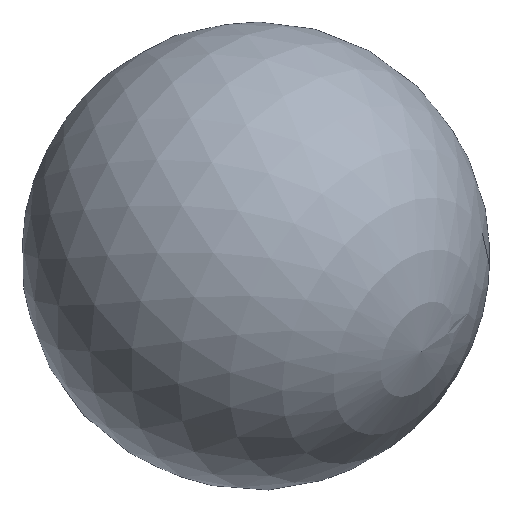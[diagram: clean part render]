
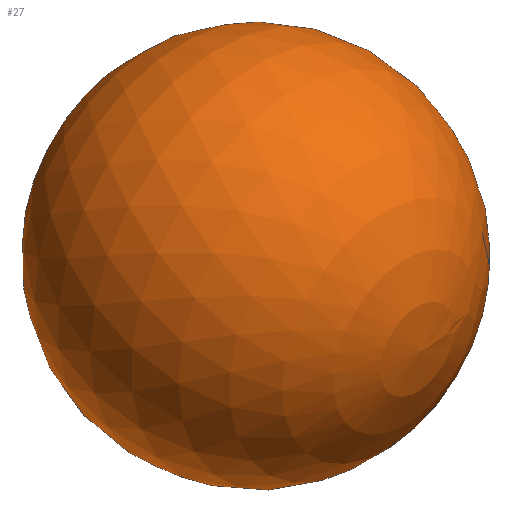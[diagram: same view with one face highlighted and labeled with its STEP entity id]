
A CAD part, isometric view. The second image highlights one B-rep face of the part: STEP entity #27.
In plain terms, the highlighted spherical face has radius 12.7 mm.
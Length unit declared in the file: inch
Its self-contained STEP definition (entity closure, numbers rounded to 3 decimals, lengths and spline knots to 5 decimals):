
#16=FACE_OUTER_BOUND('',#17,.T.);
#17=EDGE_LOOP('',(#18,#19));
#18=ORIENTED_EDGE('',*,*,#20,.T.);
#19=ORIENTED_EDGE('',*,*,#20,.F.);
#20=EDGE_CURVE('',#21,#22,#23,.T.);
#21=VERTEX_POINT('',#41);
#22=VERTEX_POINT('',#42);
#23=CIRCLE('',#31,0.5);
#24=SPHERICAL_SURFACE('',#30,0.5);
#27=ADVANCED_FACE('',(#16),#24,.T.);
#30=AXIS2_PLACEMENT_3D('',#39,#34,#35);
#31=AXIS2_PLACEMENT_3D('',#40,#36,#37);
#34=DIRECTION('center_axis',(0.,-1.,0.));
#35=DIRECTION('ref_axis',(-1.,0.,0.));
#36=DIRECTION('center_axis',(0.,0.,-1.));
#37=DIRECTION('ref_axis',(0.,1.,0.));
#39=CARTESIAN_POINT('Origin',(0.,0.,0.));
#40=CARTESIAN_POINT('Origin',(0.,0.,0.));
#41=CARTESIAN_POINT('',(0.,0.5,0.));
#42=CARTESIAN_POINT('',(0.,-0.5,0.));
